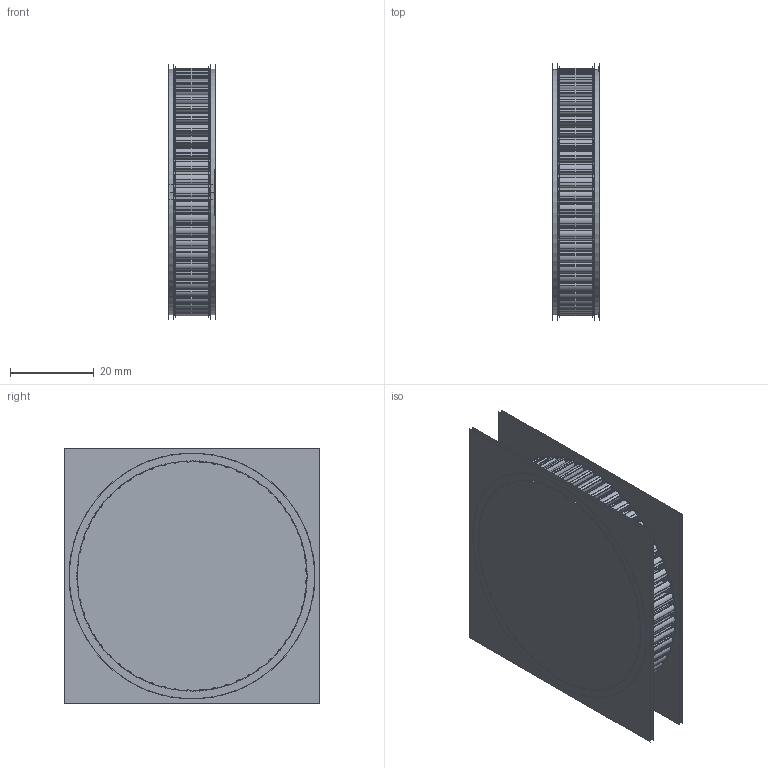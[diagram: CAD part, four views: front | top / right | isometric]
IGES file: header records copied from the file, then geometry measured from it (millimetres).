
Start section:  PTC IGES file: fe459z.igs
Global section: file name: fe459z.igs; native system: Creo Parametric by Parametric Technology Corporation; preprocessor: 2013150; author: sales 4; organization: Unknown; date: 20140324.142025; units: millimetre
Bounding box: 11.44 x 61.15 x 61.16 mm (x, y, z)
Volume: 3778.6 mm3; surface area: 106437.4 mm2
Topology: 58 solids, 58 shells, 4064 faces, 21984 edges, 28052 vertices
Faces by surface type: revolution 2288, bspline 1776
